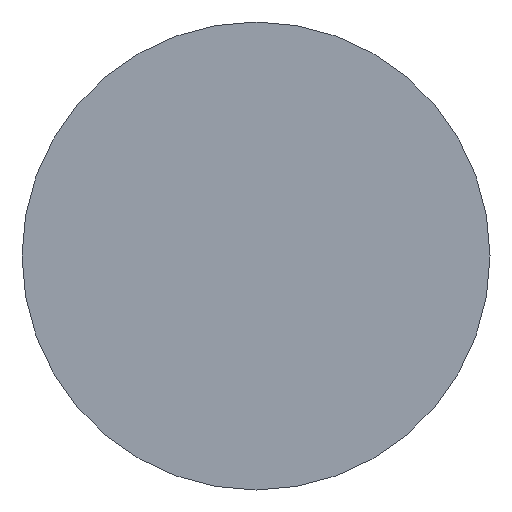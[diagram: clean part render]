
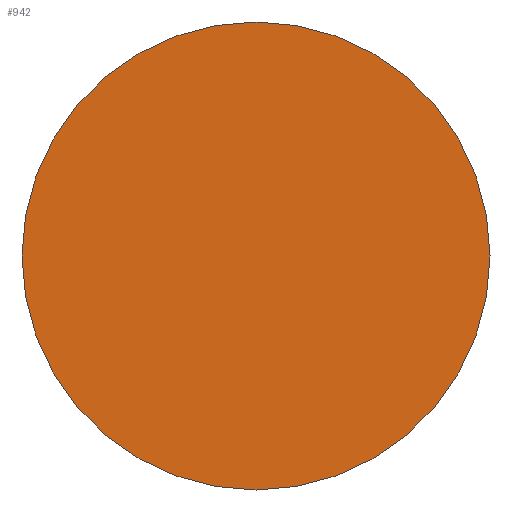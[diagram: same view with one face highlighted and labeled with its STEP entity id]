
A CAD part, front view. The second image highlights one B-rep face of the part: STEP entity #942.
In plain terms, the highlighted planar face has unit normal (0, -1, 0).
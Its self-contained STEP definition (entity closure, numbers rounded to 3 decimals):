
#71=PLANE('',#1043);
#155=FACE_OUTER_BOUND('',#213,.T.);
#213=EDGE_LOOP('',(#737,#738));
#337=CIRCLE('',#1044,15.);
#338=CIRCLE('',#1045,15.);
#428=VERTEX_POINT('',#1601);
#429=VERTEX_POINT('',#1602);
#541=EDGE_CURVE('',#428,#429,#337,.T.);
#542=EDGE_CURVE('',#429,#428,#338,.T.);
#737=ORIENTED_EDGE('',*,*,#541,.F.);
#738=ORIENTED_EDGE('',*,*,#542,.F.);
#942=ADVANCED_FACE('',(#155),#71,.T.);
#1043=AXIS2_PLACEMENT_3D('',#1600,#1242,#1243);
#1044=AXIS2_PLACEMENT_3D('',#1603,#1244,#1245);
#1045=AXIS2_PLACEMENT_3D('',#1604,#1246,#1247);
#1242=DIRECTION('center_axis',(0.,-1.,0.));
#1243=DIRECTION('ref_axis',(0.,0.,-1.));
#1244=DIRECTION('center_axis',(0.,1.,0.));
#1245=DIRECTION('ref_axis',(-1.,0.,0.));
#1246=DIRECTION('center_axis',(0.,1.,0.));
#1247=DIRECTION('ref_axis',(-1.,0.,0.));
#1600=CARTESIAN_POINT('Origin',(-7.5,0.,0.));
#1601=CARTESIAN_POINT('',(-15.,0.,0.));
#1602=CARTESIAN_POINT('',(15.,0.,0.));
#1603=CARTESIAN_POINT('Origin',(0.,0.,0.));
#1604=CARTESIAN_POINT('Origin',(0.,0.,0.));
